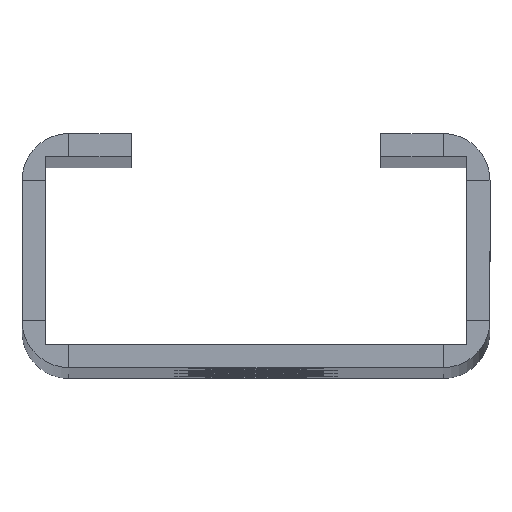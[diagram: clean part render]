
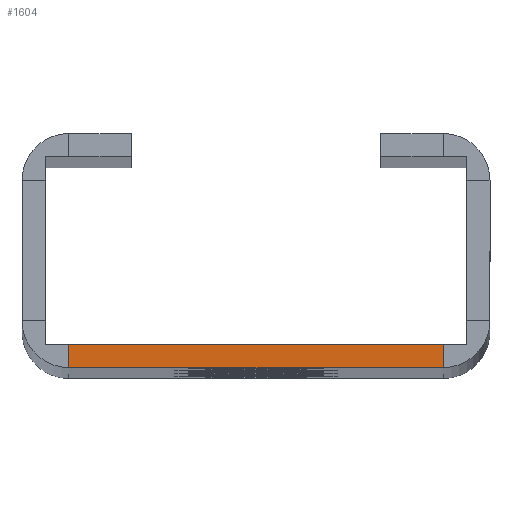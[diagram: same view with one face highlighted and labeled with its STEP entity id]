
A CAD part, top view. The second image highlights one B-rep face of the part: STEP entity #1604.
In plain terms, the highlighted planar face has unit normal (0, 0, 1).
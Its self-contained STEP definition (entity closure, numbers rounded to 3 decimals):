
#5 = DIRECTION ( 'NONE',  ( 1., 0., 0. ) ) ;
#68 = EDGE_CURVE ( 'NONE', #2216, #995, #3424, .T. ) ;
#173 = FACE_OUTER_BOUND ( 'NONE', #1869, .T. ) ;
#187 = CARTESIAN_POINT ( 'NONE',  ( -15., 1.5, 400. ) ) ;
#228 = DIRECTION ( 'NONE',  ( 1., 0., 0. ) ) ;
#464 = LINE ( 'NONE', #1285, #2380 ) ;
#469 = LINE ( 'NONE', #187, #970 ) ;
#547 = EDGE_CURVE ( 'NONE', #1335, #995, #469, .T. ) ;
#649 = DIRECTION ( 'NONE',  ( 0., 0., 1. ) ) ;
#698 = VECTOR ( 'NONE', #3118, 1000. ) ;
#870 = CARTESIAN_POINT ( 'NONE',  ( 12., 1.5, 400. ) ) ;
#970 = VECTOR ( 'NONE', #228, 1000. ) ;
#995 = VERTEX_POINT ( 'NONE', #870 ) ;
#1056 = CARTESIAN_POINT ( 'NONE',  ( 12., 0., 400. ) ) ;
#1220 = CARTESIAN_POINT ( 'NONE',  ( 13.5, 3., 400. ) ) ;
#1221 = EDGE_CURVE ( 'NONE', #1335, #1792, #1768, .T. ) ;
#1235 = PLANE ( 'NONE',  #1484 ) ;
#1285 = CARTESIAN_POINT ( 'NONE',  ( -15., 0., 400. ) ) ;
#1335 = VERTEX_POINT ( 'NONE', #2107 ) ;
#1376 = CARTESIAN_POINT ( 'NONE',  ( -12., 0., 400. ) ) ;
#1484 = AXIS2_PLACEMENT_3D ( 'NONE', #1220, #649, #3333 ) ;
#1604 = ADVANCED_FACE ( 'NONE', ( #173 ), #1235, .T. ) ;
#1768 = LINE ( 'NONE', #2049, #3152 ) ;
#1792 = VERTEX_POINT ( 'NONE', #1376 ) ;
#1812 = ORIENTED_EDGE ( 'NONE', *, *, #3235, .T. ) ;
#1849 = ORIENTED_EDGE ( 'NONE', *, *, #547, .F. ) ;
#1869 = EDGE_LOOP ( 'NONE', ( #1812, #2286, #1849, #2360 ) ) ;
#2049 = CARTESIAN_POINT ( 'NONE',  ( -12., 1.5, 400. ) ) ;
#2107 = CARTESIAN_POINT ( 'NONE',  ( -12., 1.5, 400. ) ) ;
#2216 = VERTEX_POINT ( 'NONE', #3006 ) ;
#2286 = ORIENTED_EDGE ( 'NONE', *, *, #68, .T. ) ;
#2360 = ORIENTED_EDGE ( 'NONE', *, *, #1221, .T. ) ;
#2380 = VECTOR ( 'NONE', #5, 1000. ) ;
#2837 = DIRECTION ( 'NONE',  ( 0., -1., 0. ) ) ;
#3006 = CARTESIAN_POINT ( 'NONE',  ( 12., 0., 400. ) ) ;
#3118 = DIRECTION ( 'NONE',  ( 0., 1., 0. ) ) ;
#3152 = VECTOR ( 'NONE', #2837, 1000. ) ;
#3235 = EDGE_CURVE ( 'NONE', #1792, #2216, #464, .T. ) ;
#3333 = DIRECTION ( 'NONE',  ( 1., 0., 0. ) ) ;
#3424 = LINE ( 'NONE', #1056, #698 ) ;
